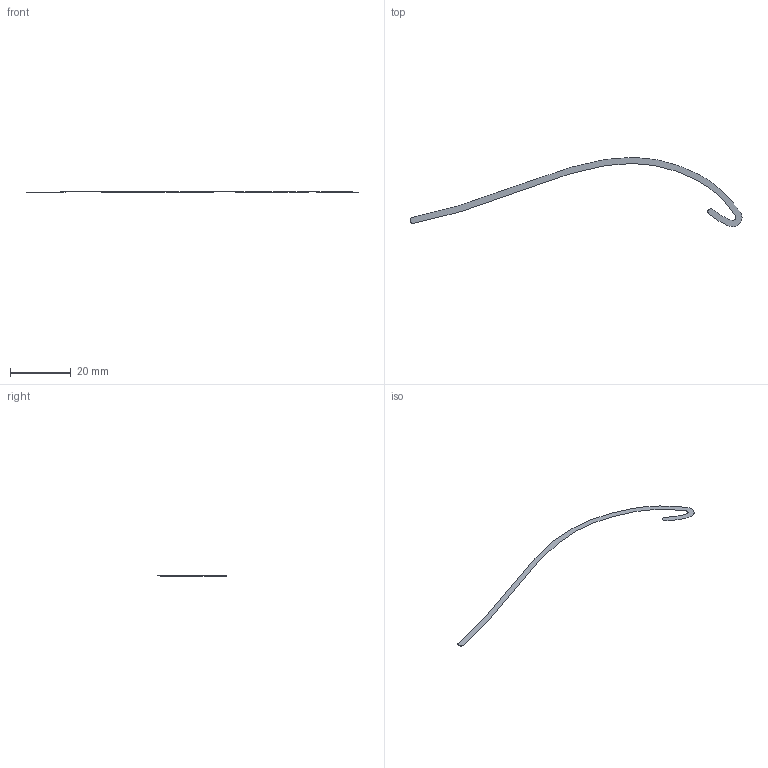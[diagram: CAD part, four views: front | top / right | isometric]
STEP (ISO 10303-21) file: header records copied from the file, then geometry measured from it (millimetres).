
FILE_DESCRIPTION(/* description */ ('','CAx-IF Rec.Pracs.---Representation and Presentation of Product Manufacturing Information (PMI)---4.0---2014-10-13'),/* implementation_level */ '2;1');
FILE_NAME(/* name */ 'Pala BioSeed v25.step',/* time_stamp */ '2024-12-30T10:37:10-05:00',/* author */ (''),/* organization */ (''),/* preprocessor_version */ 'ST-DEVELOPER v20',/* originating_system */ 'Autodesk Translation Framework v13.20.0.188',/* authorisation */ '');
FILE_SCHEMA (('AP242_MANAGED_MODEL_BASED_3D_ENGINEERING_MIM_LF { 1 0 10303 442 1 1 4 }'));
Length unit declared in the file: millimetre
Products named in the file (2): BS20K-B3; Componente12
Assembly tree (1 placements, depth 2):
  BS20K-B3
    Componente12
Bounding box: 109.14 x 22.76 x 0 mm (x, y, z)
Surface area: 259.4 mm2 (no closed solid volume)
Topology: 0 solids, 1 shells, 1 faces, 8 edges, 8 vertices
Faces by surface type: plane 1
Entity records: 187 total; most frequent: CARTESIAN_POINT 75, DIRECTION 16, VERTEX_POINT 8, EDGE_CURVE 8, ORIENTED_EDGE 8, AXIS2_PLACEMENT_3D 8, CIRCLE 4, UNCERTAINTY_MEASURE_WITH_UNIT 3
